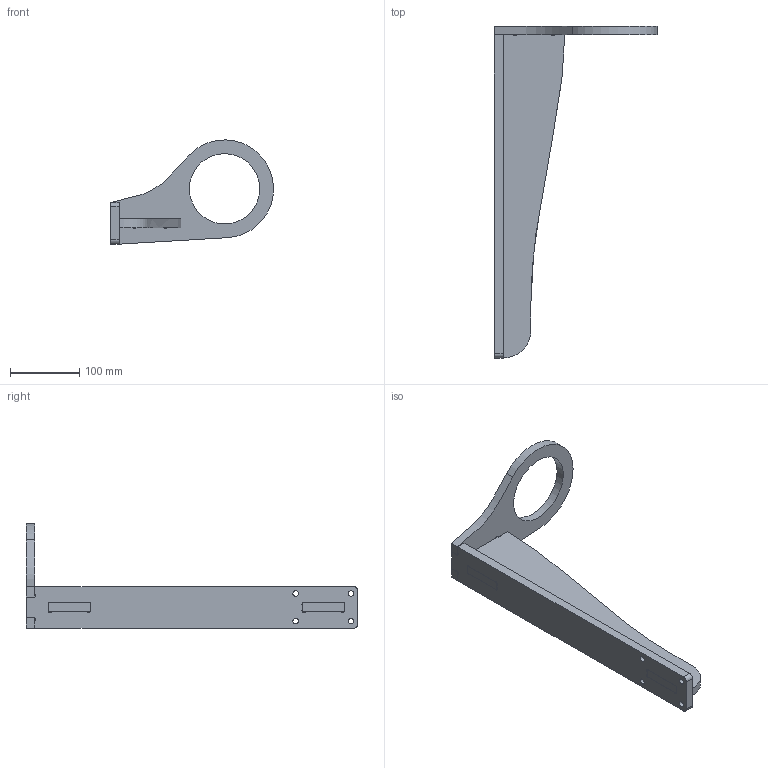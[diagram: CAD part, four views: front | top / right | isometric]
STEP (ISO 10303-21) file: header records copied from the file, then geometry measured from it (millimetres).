
FILE_DESCRIPTION(/* description */ (''),/* implementation_level */ '2;1');
FILE_NAME(/* name */ 'HoseSupport v3.step',/* time_stamp */ '2021-09-08T14:45:47-04:00',/* author */ (''),/* organization */ (''),/* preprocessor_version */ 'ST-DEVELOPER v18.1',/* originating_system */ 'Autodesk Translation Framework v10.10.0.1391',/* authorisation */ '');
FILE_SCHEMA (('AUTOMOTIVE_DESIGN { 1 0 10303 214 3 1 1 }'));
Length unit declared in the file: millimetre
Products named in the file (4): HoseSupport; Component1; Component2; Component3
Assembly tree (3 placements, depth 2):
  HoseSupport
    Component1
    Component2
    Component3
Bounding box: 235.78 x 479.9 x 150.79 mm (x, y, z)
Volume: 897816.4 mm3; surface area: 190981.2 mm2
Topology: 3 solids, 3 shells, 89 faces, 237 edges, 158 vertices
Faces by surface type: plane 52, cylinder 35, bspline 2
Full cylindrical faces by diameter (mm): 8 x4, 12.065 x4, 101.6 x1
Entity records: 3131 total; most frequent: CARTESIAN_POINT 711, DIRECTION 491, ORIENTED_EDGE 474, EDGE_CURVE 237, AXIS2_PLACEMENT_3D 164, LINE 163, VECTOR 163, VERTEX_POINT 158
